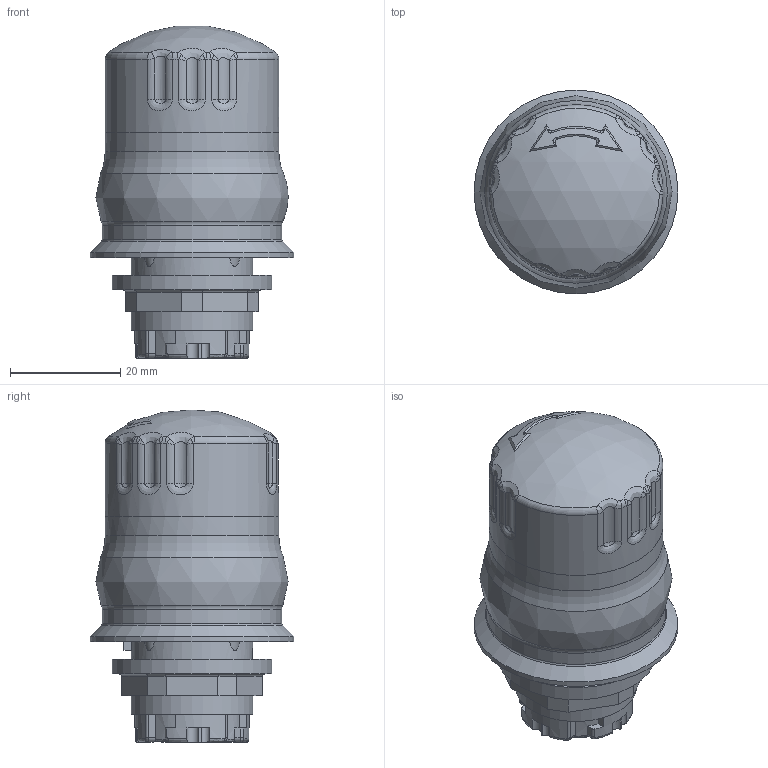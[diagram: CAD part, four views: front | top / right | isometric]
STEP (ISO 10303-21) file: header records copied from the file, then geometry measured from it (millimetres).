
FILE_DESCRIPTION(/* description */ (''),/* implementation_level */ '2;1');
FILE_NAME(/* name */ 'QRUVP.stp',/* time_stamp */ '2017-08-22T12:00:09+02:00',/* author */ ('mharscher'),/* organization */ (''),/* preprocessor_version */ 'ST-DEVELOPER v16.1',/* originating_system */ 'Autodesk Inventor 2016',/* authorisation */ '');
FILE_SCHEMA (('AUTOMOTIVE_DESIGN { 1 0 10303 214 3 1 1 }'));
Length unit declared in the file: centimetre
Products named in the file (1): QRUVP
Bounding box: 37 x 37 x 60.26 mm (x, y, z)
Volume: 39820.1 mm3; surface area: 8418.5 mm2
Topology: 1 solids, 1 shells, 258 faces, 644 edges, 383 vertices
Faces by surface type: cylinder 94, bspline 74, plane 47, torus 28, cone 13, sphere 2
Full cylindrical faces by diameter (mm): 22 x2, 22.6 x1, 25.35 x1, 28.101 x1, 29 x1, 29.1 x1, 31.55 x2, 32.6 x1, 37 x1
Entity records: 9387 total; most frequent: CARTESIAN_POINT 3824, ORIENTED_EDGE 1200, DIRECTION 1058, EDGE_CURVE 600, AXIS2_PLACEMENT_3D 442, VERTEX_POINT 376, EDGE_LOOP 290, FACE_OUTER_BOUND 258
